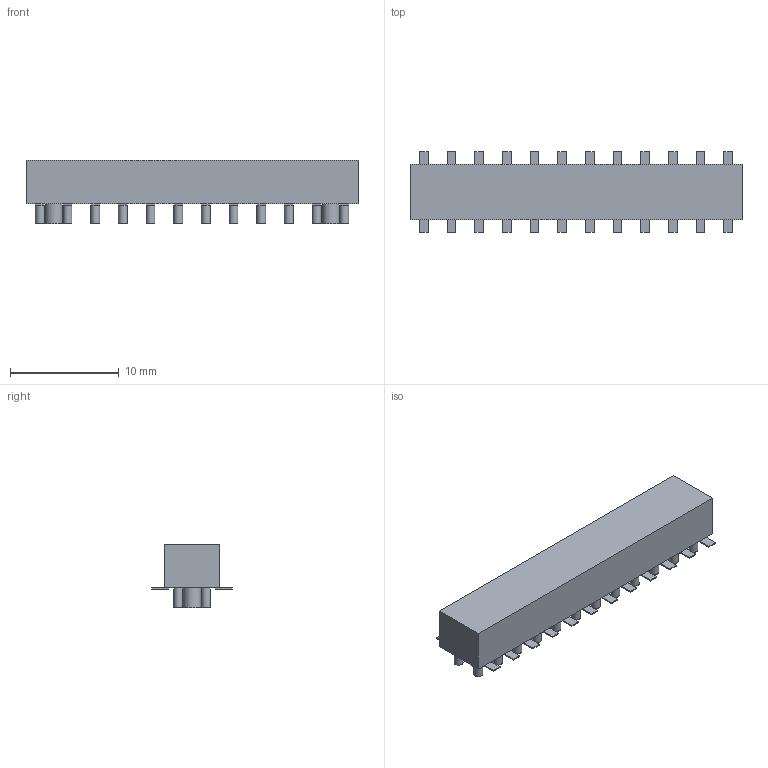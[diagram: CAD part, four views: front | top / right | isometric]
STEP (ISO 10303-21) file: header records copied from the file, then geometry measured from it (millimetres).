
FILE_DESCRIPTION(('FreeCAD Model'),'2;1');
FILE_NAME('826625.1.2.stp','2020-04-09T12:35:48',( 'Author'),(''),'Open CASCADE STEP processor 6.9','FreeCAD','Unknown' );
FILE_SCHEMA(('AUTOMOTIVE_DESIGN { 1 0 10303 214 1 1 1 1 }'));
Length unit declared in the file: millimetre
Products named in the file (4): ASSEMBLY; Body; Pins; Lugs
Assembly tree (28 placements, depth 2):
  ASSEMBLY
    Body
    Pins
    Lugs  x26
Bounding box: 30.48 x 7.4 x 5.8 mm (x, y, z)
Surface area: 4899.5 mm2
Topology: 701 solids, 701 shells, 2178 faces, 2328 edges, 1552 vertices
Faces by surface type: plane 1502, cylinder 676
Full cylindrical faces by diameter (mm): 0.82 x624, 1.6 x52
Entity records: 10776 total; most frequent: DIRECTION 1700, CARTESIAN_POINT 1643, LINE 1030, VECTOR 1030, ORIENTED_EDGE 756, PCURVE 756, DEFINITIONAL_REPRESENTATION 756, EDGE_CURVE 378
